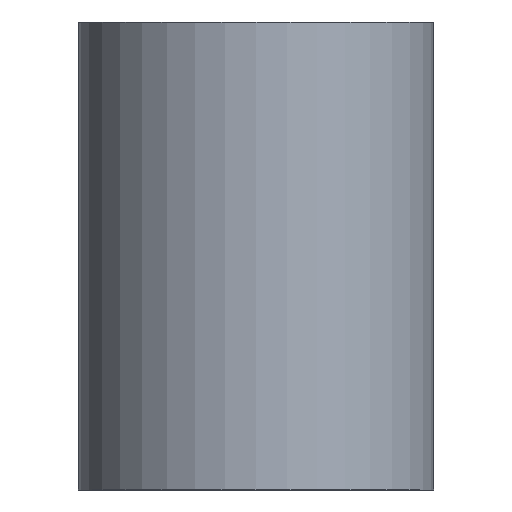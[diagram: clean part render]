
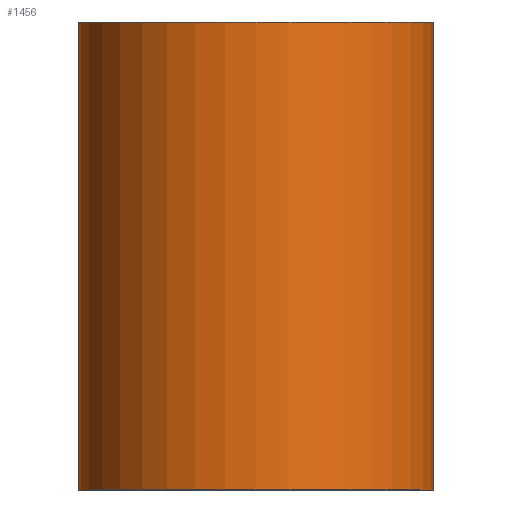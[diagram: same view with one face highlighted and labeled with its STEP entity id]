
A CAD part, front view. The second image highlights one B-rep face of the part: STEP entity #1456.
In plain terms, the highlighted cylindrical face has radius 38 mm (diameter 76 mm), a partial arc.
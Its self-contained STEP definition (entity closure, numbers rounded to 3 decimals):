
#89=CYLINDRICAL_SURFACE($,#1604,38.);
#114=CIRCLE($,#1605,38.);
#115=CIRCLE($,#1606,38.);
#243=LINE($,#13443,#371);
#245=LINE($,#13446,#373);
#371=VECTOR($,#1970,100.);
#373=VECTOR($,#1972,100.);
#543=FACE_OUTER_BOUND($,#647,.T.);
#647=EDGE_LOOP($,(#1305,#1306,#1307,#1308));
#786=VERTEX_POINT($,#13439);
#787=VERTEX_POINT($,#13440);
#788=VERTEX_POINT($,#13442);
#789=VERTEX_POINT($,#13444);
#965=EDGE_CURVE($,#786,#788,#243,.T.);
#967=EDGE_CURVE($,#787,#789,#245,.T.);
#968=EDGE_CURVE($,#787,#786,#114,.T.);
#969=EDGE_CURVE($,#788,#789,#115,.T.);
#1305=ORIENTED_EDGE($,*,*,#968,.F.);
#1306=ORIENTED_EDGE($,*,*,#967,.T.);
#1307=ORIENTED_EDGE($,*,*,#969,.F.);
#1308=ORIENTED_EDGE($,*,*,#965,.F.);
#1456=ADVANCED_FACE($,(#543),#89,.T.);
#1604=AXIS2_PLACEMENT_3D($,#13447,#1973,#1974);
#1605=AXIS2_PLACEMENT_3D($,#13448,#1975,#1976);
#1606=AXIS2_PLACEMENT_3D($,#13449,#1977,#1978);
#1970=DIRECTION($,(0.,0.,1.));
#1972=DIRECTION($,(0.,0.,1.));
#1973=DIRECTION('center_axis',(0.,0.,1.));
#1974=DIRECTION('ref_axis',(-1.,0.,0.));
#1975=DIRECTION('center_axis',(0.,0.,-1.));
#1976=DIRECTION('ref_axis',(-1.,0.,0.));
#1977=DIRECTION('center_axis',(0.,0.,1.));
#1978=DIRECTION('ref_axis',(-1.,0.,0.));
#13439=CARTESIAN_POINT('',(7.627,10.037,0.));
#13440=CARTESIAN_POINT('',(-68.373,10.037,0.));
#13442=CARTESIAN_POINT('',(7.627,10.037,100.));
#13443=CARTESIAN_POINT($,(7.627,10.037,0.));
#13444=CARTESIAN_POINT('',(-68.373,10.037,100.));
#13446=CARTESIAN_POINT($,(-68.373,10.037,0.));
#13447=CARTESIAN_POINT('Origin',(-30.373,10.037,0.));
#13448=CARTESIAN_POINT('Origin',(-30.373,10.037,0.));
#13449=CARTESIAN_POINT('Origin',(-30.373,10.037,100.));
